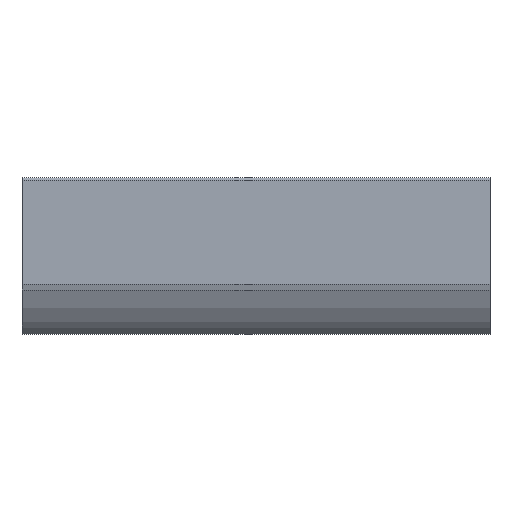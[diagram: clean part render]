
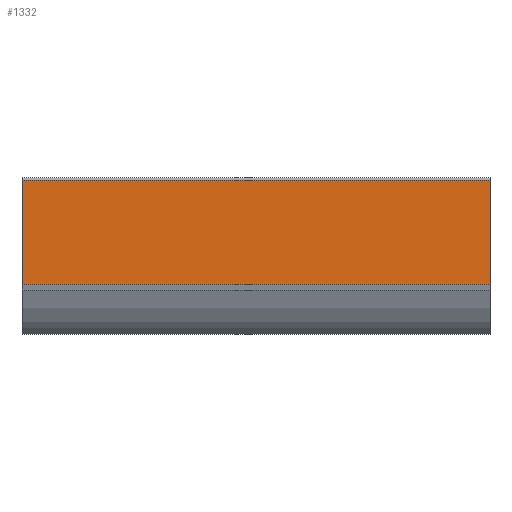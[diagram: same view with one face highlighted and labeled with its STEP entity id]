
A CAD part, top view. The second image highlights one B-rep face of the part: STEP entity #1332.
In plain terms, the highlighted planar face has unit normal (0, 0, 1).
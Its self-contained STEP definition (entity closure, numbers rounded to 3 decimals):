
#75 = CARTESIAN_POINT ( 'NONE',  ( 0., 21.916, 16.479 ) ) ;
#84 = DIRECTION ( 'NONE',  ( 0., -1., 0. ) ) ;
#279 = CARTESIAN_POINT ( 'NONE',  ( 0., 0., 16.479 ) ) ;
#383 = LINE ( 'NONE', #416, #2278 ) ;
#407 = DIRECTION ( 'NONE',  ( 1., 0., 0. ) ) ;
#416 = CARTESIAN_POINT ( 'NONE',  ( -100., 0., 16.479 ) ) ;
#498 = VECTOR ( 'NONE', #2711, 1000. ) ;
#616 = DIRECTION ( 'NONE',  ( 0., 0., 1. ) ) ;
#676 = VERTEX_POINT ( 'NONE', #2408 ) ;
#682 = EDGE_CURVE ( 'NONE', #1134, #1592, #383, .T. ) ;
#770 = EDGE_CURVE ( 'NONE', #1592, #676, #1612, .T. ) ;
#776 = ORIENTED_EDGE ( 'NONE', *, *, #770, .T. ) ;
#1064 = DIRECTION ( 'NONE',  ( 0., -1., 0. ) ) ;
#1134 = VERTEX_POINT ( 'NONE', #1887 ) ;
#1277 = CARTESIAN_POINT ( 'NONE',  ( -100., 0., 16.479 ) ) ;
#1329 = DIRECTION ( 'NONE',  ( 0., -1., 0. ) ) ;
#1332 = ADVANCED_FACE ( 'NONE', ( #2166 ), #2837, .T. ) ;
#1361 = ORIENTED_EDGE ( 'NONE', *, *, #2709, .F. ) ;
#1573 = EDGE_CURVE ( 'NONE', #1889, #676, #2079, .T. ) ;
#1592 = VERTEX_POINT ( 'NONE', #1905 ) ;
#1612 = LINE ( 'NONE', #2276, #498 ) ;
#1614 = VECTOR ( 'NONE', #407, 1000. ) ;
#1887 = CARTESIAN_POINT ( 'NONE',  ( -100., 21.916, 16.479 ) ) ;
#1889 = VERTEX_POINT ( 'NONE', #75 ) ;
#1905 = CARTESIAN_POINT ( 'NONE',  ( -100., -1.084, 16.479 ) ) ;
#2022 = VECTOR ( 'NONE', #84, 1000. ) ;
#2079 = LINE ( 'NONE', #279, #2022 ) ;
#2166 = FACE_OUTER_BOUND ( 'NONE', #2402, .T. ) ;
#2229 = CARTESIAN_POINT ( 'NONE',  ( -100., 21.916, 16.479 ) ) ;
#2276 = CARTESIAN_POINT ( 'NONE',  ( -100., -1.084, 16.479 ) ) ;
#2278 = VECTOR ( 'NONE', #1329, 1000. ) ;
#2402 = EDGE_LOOP ( 'NONE', ( #2819, #1361, #2658, #776 ) ) ;
#2408 = CARTESIAN_POINT ( 'NONE',  ( 0., -1.084, 16.479 ) ) ;
#2420 = LINE ( 'NONE', #2229, #1614 ) ;
#2658 = ORIENTED_EDGE ( 'NONE', *, *, #682, .T. ) ;
#2709 = EDGE_CURVE ( 'NONE', #1134, #1889, #2420, .T. ) ;
#2711 = DIRECTION ( 'NONE',  ( 1., 0., 0. ) ) ;
#2784 = AXIS2_PLACEMENT_3D ( 'NONE', #1277, #616, #1064 ) ;
#2819 = ORIENTED_EDGE ( 'NONE', *, *, #1573, .F. ) ;
#2837 = PLANE ( 'NONE',  #2784 ) ;
